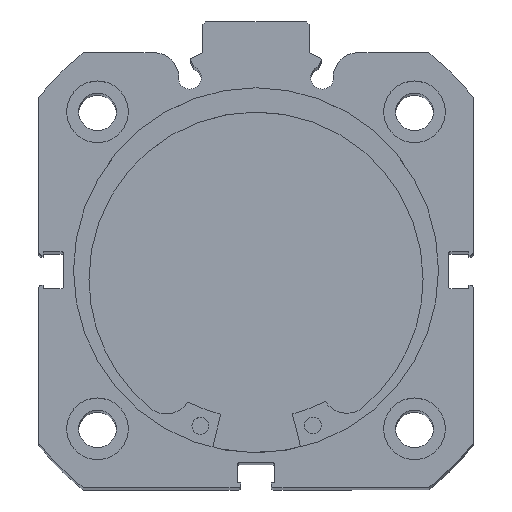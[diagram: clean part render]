
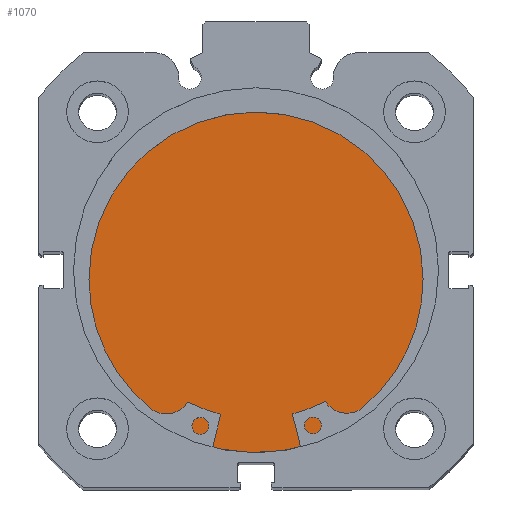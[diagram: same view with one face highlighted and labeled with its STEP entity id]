
A CAD part, top view. The second image highlights one B-rep face of the part: STEP entity #1070.
In plain terms, the highlighted face is planar.
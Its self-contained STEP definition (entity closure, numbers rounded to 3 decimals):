
#318 = EDGE_CURVE ( 'NONE', #3021, #3022, #2402, .T. ) ;
#327 = EDGE_CURVE ( 'NONE', #3022, #3021, #5390, .T. ) ;
#476 = AXIS2_PLACEMENT_3D ( 'NONE', #3896, #3901, #3902 ) ;
#481 = AXIS2_PLACEMENT_3D ( 'NONE', #3918, #3925, #3926 ) ;
#510 = AXIS2_PLACEMENT_3D ( 'NONE', #4004, #4007, #4008 ) ;
#1070 = ADVANCED_FACE ( 'NONE', ( #5439 ), #4005, .F. ) ;
#1526 = ORIENTED_EDGE ( 'NONE', *, *, #327, .F. ) ;
#1527 = ORIENTED_EDGE ( 'NONE', *, *, #318, .F. ) ;
#1890 = EDGE_LOOP ( 'NONE', ( #1527, #1526 ) ) ;
#2402 = CIRCLE ( 'NONE', #476, 32.5 ) ;
#3021 = VERTEX_POINT ( 'NONE', #4813 ) ;
#3022 = VERTEX_POINT ( 'NONE', #4814 ) ;
#3896 = CARTESIAN_POINT ( 'NONE',  ( 9.5, 0., 0. ) ) ;
#3901 = DIRECTION ( 'NONE',  ( -1., 0., 0. ) ) ;
#3902 = DIRECTION ( 'NONE',  ( 0., 0., 1. ) ) ;
#3918 = CARTESIAN_POINT ( 'NONE',  ( 9.5, 0., 0. ) ) ;
#3925 = DIRECTION ( 'NONE',  ( -1., 0., 0. ) ) ;
#3926 = DIRECTION ( 'NONE',  ( 0., 0., 1. ) ) ;
#4004 = CARTESIAN_POINT ( 'NONE',  ( 9.5, 32.5, 0. ) ) ;
#4005 = PLANE ( 'NONE',  #510 ) ;
#4007 = DIRECTION ( 'NONE',  ( -1., 0., 0. ) ) ;
#4008 = DIRECTION ( 'NONE',  ( 0., 0., 1. ) ) ;
#4813 = CARTESIAN_POINT ( 'NONE',  ( 9.5, 0., 32.5 ) ) ;
#4814 = CARTESIAN_POINT ( 'NONE',  ( 9.5, 0., -32.5 ) ) ;
#5390 = CIRCLE ( 'NONE', #481, 32.5 ) ;
#5439 = FACE_OUTER_BOUND ( 'NONE', #1890, .T. ) ;
